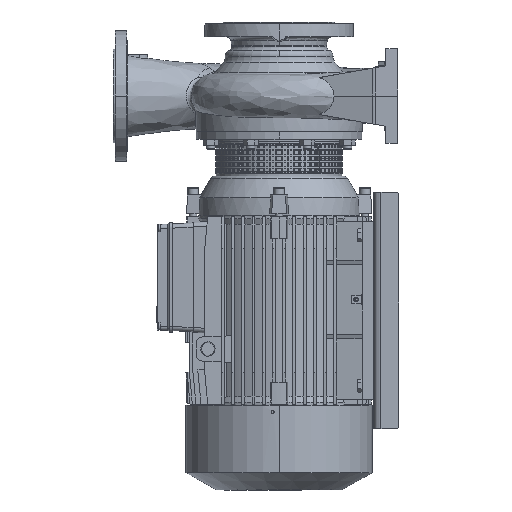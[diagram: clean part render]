
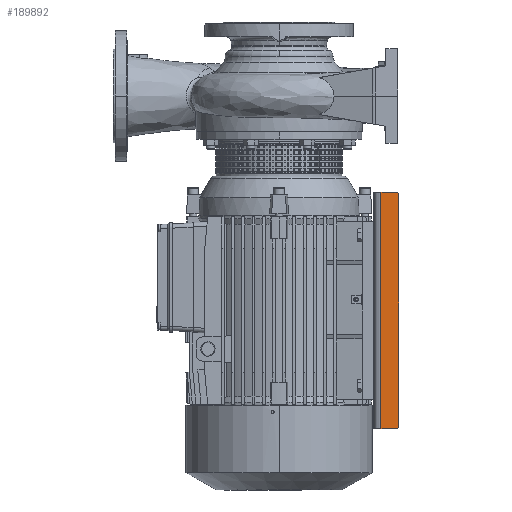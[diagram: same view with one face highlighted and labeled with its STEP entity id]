
A CAD part, left-side view. The second image highlights one B-rep face of the part: STEP entity #189892.
In plain terms, the highlighted planar face has unit normal (-1, 0, 0).
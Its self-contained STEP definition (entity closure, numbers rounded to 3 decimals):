
#1757 = VECTOR ( 'NONE', #10118, 1000. ) ;
#3098 = DIRECTION ( 'NONE',  ( 0., 1., 0. ) ) ;
#8812 = VERTEX_POINT ( 'NONE', #19876 ) ;
#10118 = DIRECTION ( 'NONE',  ( 0., -1., 0. ) ) ;
#14503 = CARTESIAN_POINT ( 'NONE',  ( -172., -202., -487. ) ) ;
#17389 = FACE_OUTER_BOUND ( 'NONE', #148015, .T. ) ;
#17424 = LINE ( 'NONE', #117117, #80838 ) ;
#19128 = ORIENTED_EDGE ( 'NONE', *, *, #64316, .F. ) ;
#19876 = CARTESIAN_POINT ( 'NONE',  ( -172., -172., -687. ) ) ;
#21385 = ORIENTED_EDGE ( 'NONE', *, *, #133578, .T. ) ;
#24436 = ORIENTED_EDGE ( 'NONE', *, *, #75749, .F. ) ;
#24796 = AXIS2_PLACEMENT_3D ( 'NONE', #91617, #210947, #45522 ) ;
#25616 = CARTESIAN_POINT ( 'NONE',  ( -172., -197., -287. ) ) ;
#26335 = VECTOR ( 'NONE', #115256, 1000. ) ;
#26577 = CARTESIAN_POINT ( 'NONE',  ( -172., -184.5, -687. ) ) ;
#36622 = VERTEX_POINT ( 'NONE', #198886 ) ;
#40361 = VERTEX_POINT ( 'NONE', #42351 ) ;
#42351 = CARTESIAN_POINT ( 'NONE',  ( -172., -202., -292. ) ) ;
#45522 = DIRECTION ( 'NONE',  ( 0., 1., 0. ) ) ;
#45729 = CIRCLE ( 'NONE', #24796, 5. ) ;
#47967 = CARTESIAN_POINT ( 'NONE',  ( -172., -197., -682. ) ) ;
#49017 = DIRECTION ( 'NONE',  ( 1., 0., 0. ) ) ;
#64316 = EDGE_CURVE ( 'NONE', #125665, #40361, #45729, .T. ) ;
#70629 = EDGE_CURVE ( 'NONE', #196675, #164854, #90090, .T. ) ;
#75749 = EDGE_CURVE ( 'NONE', #8812, #36622, #17424, .T. ) ;
#80838 = VECTOR ( 'NONE', #112791, 1000. ) ;
#84655 = VECTOR ( 'NONE', #182675, 1000. ) ;
#85288 = PLANE ( 'NONE',  #161597 ) ;
#90090 = CIRCLE ( 'NONE', #198601, 5. ) ;
#91617 = CARTESIAN_POINT ( 'NONE',  ( -172., -197., -292. ) ) ;
#98323 = DIRECTION ( 'NONE',  ( 0., 1., 0. ) ) ;
#99407 = CARTESIAN_POINT ( 'NONE',  ( -172., -184.5, -287. ) ) ;
#104920 = CARTESIAN_POINT ( 'NONE',  ( -172., -155.8, -727. ) ) ;
#112791 = DIRECTION ( 'NONE',  ( 0., 0., 1. ) ) ;
#115256 = DIRECTION ( 'NONE',  ( 0., 0., 1. ) ) ;
#117117 = CARTESIAN_POINT ( 'NONE',  ( -172., -172., -287. ) ) ;
#125665 = VERTEX_POINT ( 'NONE', #25616 ) ;
#128886 = EDGE_CURVE ( 'NONE', #125665, #36622, #183747, .T. ) ;
#129669 = ORIENTED_EDGE ( 'NONE', *, *, #133877, .T. ) ;
#133578 = EDGE_CURVE ( 'NONE', #8812, #164854, #176630, .T. ) ;
#133877 = EDGE_CURVE ( 'NONE', #196675, #40361, #150275, .T. ) ;
#138707 = ORIENTED_EDGE ( 'NONE', *, *, #128886, .T. ) ;
#138809 = ORIENTED_EDGE ( 'NONE', *, *, #70629, .F. ) ;
#148015 = EDGE_LOOP ( 'NONE', ( #21385, #138809, #129669, #19128, #138707, #24436 ) ) ;
#150275 = LINE ( 'NONE', #14503, #26335 ) ;
#153175 = DIRECTION ( 'NONE',  ( 1., 0., 0. ) ) ;
#161597 = AXIS2_PLACEMENT_3D ( 'NONE', #104920, #153175, #3098 ) ;
#164854 = VERTEX_POINT ( 'NONE', #190860 ) ;
#176630 = LINE ( 'NONE', #26577, #1757 ) ;
#182675 = DIRECTION ( 'NONE',  ( 0., 1., 0. ) ) ;
#183747 = LINE ( 'NONE', #99407, #84655 ) ;
#189892 = ADVANCED_FACE ( 'NONE', ( #17389 ), #85288, .F. ) ;
#190860 = CARTESIAN_POINT ( 'NONE',  ( -172., -197., -687. ) ) ;
#196675 = VERTEX_POINT ( 'NONE', #199698 ) ;
#198601 = AXIS2_PLACEMENT_3D ( 'NONE', #47967, #49017, #98323 ) ;
#198886 = CARTESIAN_POINT ( 'NONE',  ( -172., -172., -287. ) ) ;
#199698 = CARTESIAN_POINT ( 'NONE',  ( -172., -202., -682. ) ) ;
#210947 = DIRECTION ( 'NONE',  ( 1., 0., 0. ) ) ;
